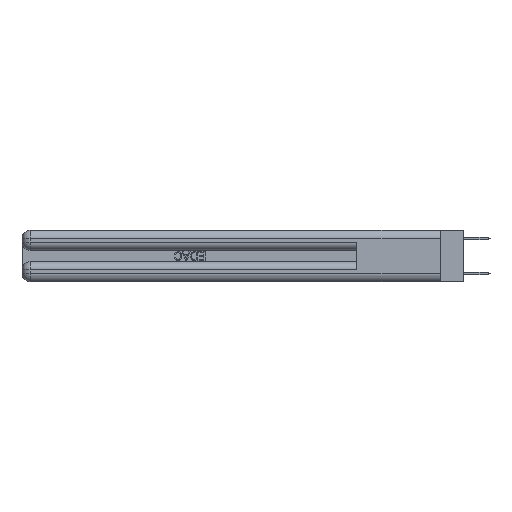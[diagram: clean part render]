
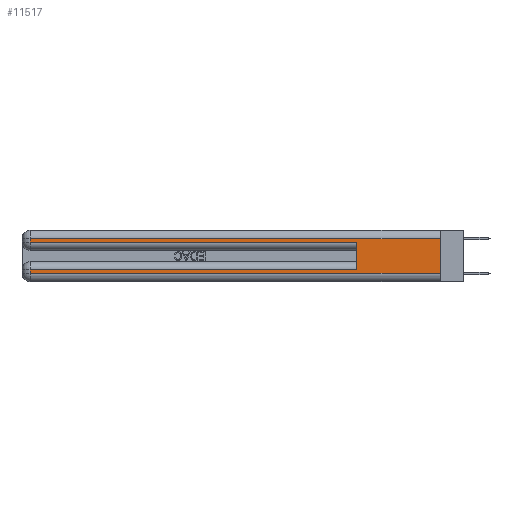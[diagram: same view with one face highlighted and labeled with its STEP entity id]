
A CAD part, left-side view. The second image highlights one B-rep face of the part: STEP entity #11517.
In plain terms, the highlighted planar face has unit normal (-1, 0, 0).
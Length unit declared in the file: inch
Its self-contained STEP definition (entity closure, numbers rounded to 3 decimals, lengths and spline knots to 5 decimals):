
#291 = ORIENTED_EDGE ( 'NONE', *, *, #9819, .T. ) ;
#1495 = PLANE ( 'NONE',  #26050 ) ;
#1547 = VECTOR ( 'NONE', #17389, 39.37008 ) ;
#1657 = LINE ( 'NONE', #14617, #15583 ) ;
#2274 = VECTOR ( 'NONE', #7445, 39.37008 ) ;
#2793 = CARTESIAN_POINT ( 'NONE',  ( 0., 2.94, 0.285 ) ) ;
#2897 = EDGE_CURVE ( 'NONE', #21109, #9909, #8892, .T. ) ;
#3558 = ORIENTED_EDGE ( 'NONE', *, *, #25509, .T. ) ;
#4793 = VERTEX_POINT ( 'NONE', #10388 ) ;
#4878 = CARTESIAN_POINT ( 'NONE',  ( 0., 0.6, 0.145 ) ) ;
#5767 = CARTESIAN_POINT ( 'NONE',  ( 0., 0.6, 0.085 ) ) ;
#6089 = CARTESIAN_POINT ( 'NONE',  ( 0., 0.6, 0.285 ) ) ;
#6258 = LINE ( 'NONE', #26947, #8044 ) ;
#6355 = CARTESIAN_POINT ( 'NONE',  ( 0., 0., 0.285 ) ) ;
#6438 = DIRECTION ( 'NONE',  ( 0., 1., 0. ) ) ;
#7445 = DIRECTION ( 'NONE',  ( 0., 0., 1. ) ) ;
#7572 = ORIENTED_EDGE ( 'NONE', *, *, #28231, .T. ) ;
#8044 = VECTOR ( 'NONE', #8634, 39.37008 ) ;
#8492 = VERTEX_POINT ( 'NONE', #14076 ) ;
#8634 = DIRECTION ( 'NONE',  ( 0., 0., -1. ) ) ;
#8768 = CARTESIAN_POINT ( 'NONE',  ( 0., 2.94, 0.31 ) ) ;
#8892 = LINE ( 'NONE', #6355, #15242 ) ;
#9193 = CARTESIAN_POINT ( 'NONE',  ( 0., 2.94, 0.37 ) ) ;
#9591 = EDGE_CURVE ( 'NONE', #13931, #21109, #24611, .T. ) ;
#9819 = EDGE_CURVE ( 'NONE', #22975, #22389, #6258, .T. ) ;
#9909 = VERTEX_POINT ( 'NONE', #6089 ) ;
#10186 = VECTOR ( 'NONE', #24787, 39.37008 ) ;
#10358 = LINE ( 'NONE', #33164, #1547 ) ;
#10388 = CARTESIAN_POINT ( 'NONE',  ( 0., 0., 0.31 ) ) ;
#11286 = DIRECTION ( 'NONE',  ( 0., -1., 0. ) ) ;
#11417 = CARTESIAN_POINT ( 'NONE',  ( 0., 2.94, 0.085 ) ) ;
#11517 = ADVANCED_FACE ( 'NONE', ( #24920 ), #1495, .F. ) ;
#13569 = ORIENTED_EDGE ( 'NONE', *, *, #9591, .T. ) ;
#13931 = VERTEX_POINT ( 'NONE', #8768 ) ;
#14076 = CARTESIAN_POINT ( 'NONE',  ( 0., 0., 0.06 ) ) ;
#14506 = ORIENTED_EDGE ( 'NONE', *, *, #24524, .F. ) ;
#14617 = CARTESIAN_POINT ( 'NONE',  ( 0., 0., 0.085 ) ) ;
#15242 = VECTOR ( 'NONE', #11286, 39.37008 ) ;
#15583 = VECTOR ( 'NONE', #28348, 39.37008 ) ;
#15773 = DIRECTION ( 'NONE',  ( 0., -1., 0. ) ) ;
#16052 = VECTOR ( 'NONE', #6438, 39.37008 ) ;
#16176 = VERTEX_POINT ( 'NONE', #5767 ) ;
#16676 = EDGE_CURVE ( 'NONE', #4793, #8492, #10358, .T. ) ;
#17389 = DIRECTION ( 'NONE',  ( 0., 0., -1. ) ) ;
#18357 = LINE ( 'NONE', #28656, #22500 ) ;
#19268 = ORIENTED_EDGE ( 'NONE', *, *, #32241, .T. ) ;
#20114 = DIRECTION ( 'NONE',  ( 1., 0., 0. ) ) ;
#21109 = VERTEX_POINT ( 'NONE', #2793 ) ;
#21543 = EDGE_LOOP ( 'NONE', ( #27819, #7572, #13569, #30980, #14506, #19268, #291, #3558 ) ) ;
#22389 = VERTEX_POINT ( 'NONE', #30140 ) ;
#22500 = VECTOR ( 'NONE', #15773, 39.37008 ) ;
#22975 = VERTEX_POINT ( 'NONE', #11417 ) ;
#24524 = EDGE_CURVE ( 'NONE', #16176, #9909, #26245, .T. ) ;
#24611 = LINE ( 'NONE', #9193, #10186 ) ;
#24787 = DIRECTION ( 'NONE',  ( 0., 0., -1. ) ) ;
#24920 = FACE_OUTER_BOUND ( 'NONE', #21543, .T. ) ;
#25509 = EDGE_CURVE ( 'NONE', #22389, #8492, #18357, .T. ) ;
#26050 = AXIS2_PLACEMENT_3D ( 'NONE', #32803, #20114, #33142 ) ;
#26245 = LINE ( 'NONE', #4878, #2274 ) ;
#26947 = CARTESIAN_POINT ( 'NONE',  ( 0., 2.94, 0.37 ) ) ;
#27819 = ORIENTED_EDGE ( 'NONE', *, *, #16676, .F. ) ;
#28231 = EDGE_CURVE ( 'NONE', #4793, #13931, #29714, .T. ) ;
#28348 = DIRECTION ( 'NONE',  ( 0., 1., 0. ) ) ;
#28656 = CARTESIAN_POINT ( 'NONE',  ( 0., 0., 0.06 ) ) ;
#29714 = LINE ( 'NONE', #32614, #16052 ) ;
#30140 = CARTESIAN_POINT ( 'NONE',  ( 0., 2.94, 0.06 ) ) ;
#30980 = ORIENTED_EDGE ( 'NONE', *, *, #2897, .T. ) ;
#32241 = EDGE_CURVE ( 'NONE', #16176, #22975, #1657, .T. ) ;
#32614 = CARTESIAN_POINT ( 'NONE',  ( 0., 0., 0.31 ) ) ;
#32803 = CARTESIAN_POINT ( 'NONE',  ( 0., 0., 0.37 ) ) ;
#33142 = DIRECTION ( 'NONE',  ( 0., 0., -1. ) ) ;
#33164 = CARTESIAN_POINT ( 'NONE',  ( 0., 0., 0.37 ) ) ;
